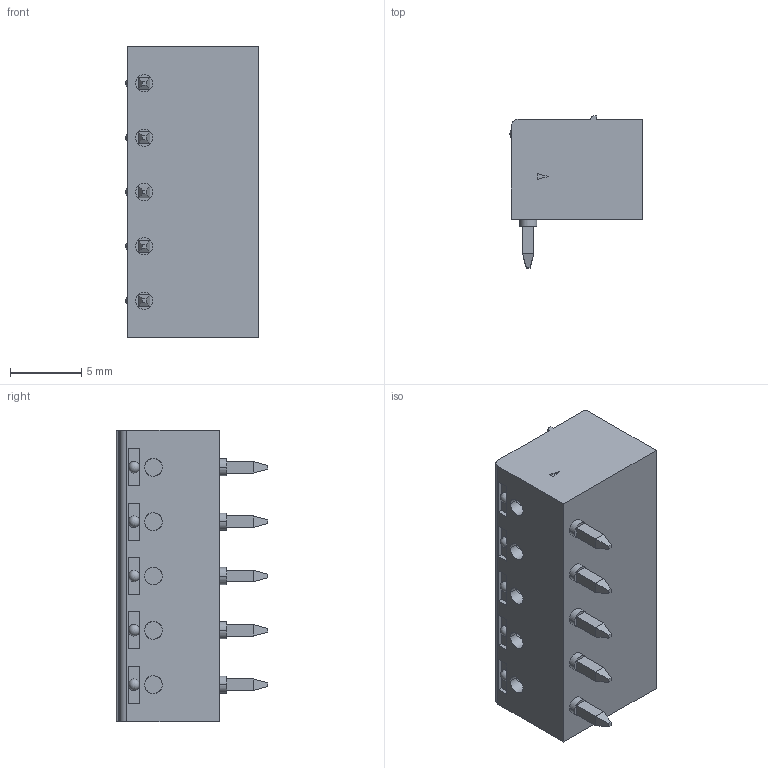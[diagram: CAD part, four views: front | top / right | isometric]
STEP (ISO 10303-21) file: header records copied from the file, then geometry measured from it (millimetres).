
FILE_DESCRIPTION(('SolidDesigner STEP Export'),'2;1');
FILE_NAME('mc_1.5-5-g-3.81.stp','2013-03-18T 7:17:32',(''),(''),'Creo Elements/Direct Modeling STEP processor for AP214 (Solid Model)','Creo Elements/Direct Modeling 18.1 06-May-2012 (C) Parametric Technology GmbH','');
FILE_SCHEMA(('AUTOMOTIVE_DESIGN { 1 0 10303 214 1 1 1 1 }'));
Length unit declared in the file: millimetre
Products named in the file (1): mc_1.5-5-g-3.81
Bounding box: 9.3 x 10.65 x 20.44 mm (x, y, z)
Volume: 768.7 mm3; surface area: 1759 mm2
Topology: 1 solids, 1 shells, 422 faces, 1016 edges, 639 vertices
Faces by surface type: plane 322, cylinder 90, cone 5, sphere 5
Entity records: 18513 total; most frequent: CARTESIAN_POINT 5529, ORIENTED_EDGE 2012, DIRECTION 1854, EDGE_CURVE 1006, VECTOR 786, LINE 786, VERTEX_POINT 639, AXIS2_PLACEMENT_3D 534
